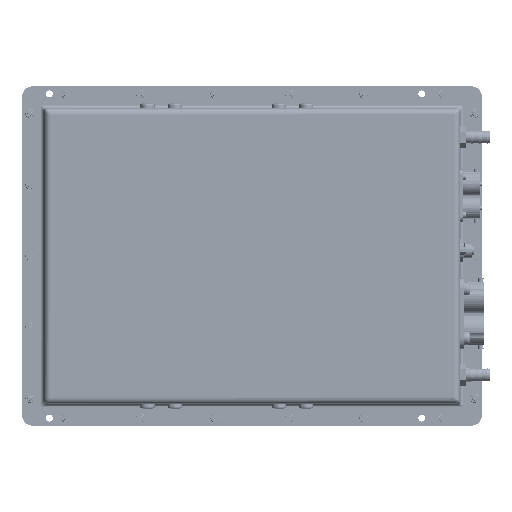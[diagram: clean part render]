
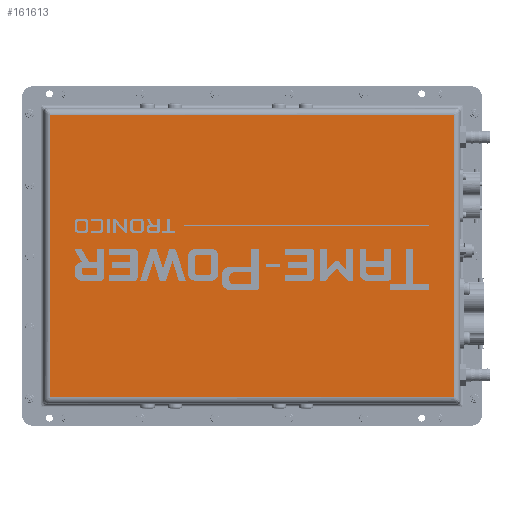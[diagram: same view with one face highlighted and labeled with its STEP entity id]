
A CAD part, front view. The second image highlights one B-rep face of the part: STEP entity #161613.
In plain terms, the highlighted planar face has unit normal (0, -1, 0).
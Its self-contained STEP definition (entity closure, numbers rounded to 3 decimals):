
#2106 = LINE ( 'NONE', #154113, #129996 ) ;
#12730 = DIRECTION ( 'NONE',  ( 0., 0., 1. ) ) ;
#13704 = EDGE_CURVE ( 'NONE', #165035, #123178, #99521, .T. ) ;
#13751 = ORIENTED_EDGE ( 'NONE', *, *, #66093, .T. ) ;
#18732 = PLANE ( 'NONE',  #87280 ) ;
#31906 = VERTEX_POINT ( 'NONE', #105281 ) ;
#32569 = LINE ( 'NONE', #100024, #101545 ) ;
#35404 = DIRECTION ( 'NONE',  ( 0., 0., 1. ) ) ;
#38259 = EDGE_CURVE ( 'NONE', #123178, #158739, #106389, .T. ) ;
#43016 = CARTESIAN_POINT ( 'NONE',  ( 186.293, 0., 129. ) ) ;
#46018 = CARTESIAN_POINT ( 'NONE',  ( 184., 0., 129. ) ) ;
#54630 = EDGE_LOOP ( 'NONE', ( #123512, #100823, #131446, #13751 ) ) ;
#55629 = VECTOR ( 'NONE', #84501, 1000. ) ;
#66093 = EDGE_CURVE ( 'NONE', #31906, #165035, #2106, .T. ) ;
#71777 = FACE_OUTER_BOUND ( 'NONE', #54630, .T. ) ;
#73591 = DIRECTION ( 'NONE',  ( 0., 1., 0. ) ) ;
#84315 = CARTESIAN_POINT ( 'NONE',  ( 184., 0., -131.293 ) ) ;
#84501 = DIRECTION ( 'NONE',  ( -1., 0., 0. ) ) ;
#87280 = AXIS2_PLACEMENT_3D ( 'NONE', #168043, #73591, #12730 ) ;
#97441 = DIRECTION ( 'NONE',  ( 1., 0., 0. ) ) ;
#99521 = LINE ( 'NONE', #84315, #107247 ) ;
#100024 = CARTESIAN_POINT ( 'NONE',  ( -184., 0., 131.293 ) ) ;
#100823 = ORIENTED_EDGE ( 'NONE', *, *, #38259, .T. ) ;
#101545 = VECTOR ( 'NONE', #156707, 1000. ) ;
#105281 = CARTESIAN_POINT ( 'NONE',  ( -184., 0., -129. ) ) ;
#106389 = LINE ( 'NONE', #43016, #55629 ) ;
#107247 = VECTOR ( 'NONE', #35404, 1000. ) ;
#123178 = VERTEX_POINT ( 'NONE', #46018 ) ;
#123512 = ORIENTED_EDGE ( 'NONE', *, *, #13704, .T. ) ;
#125888 = EDGE_CURVE ( 'NONE', #158739, #31906, #32569, .T. ) ;
#129996 = VECTOR ( 'NONE', #97441, 1000. ) ;
#131446 = ORIENTED_EDGE ( 'NONE', *, *, #125888, .T. ) ;
#132771 = CARTESIAN_POINT ( 'NONE',  ( -184., 0., 129. ) ) ;
#154113 = CARTESIAN_POINT ( 'NONE',  ( -186.293, 0., -129. ) ) ;
#156707 = DIRECTION ( 'NONE',  ( 0., 0., -1. ) ) ;
#158739 = VERTEX_POINT ( 'NONE', #132771 ) ;
#161613 = ADVANCED_FACE ( 'NONE', ( #71777 ), #18732, .F. ) ;
#165035 = VERTEX_POINT ( 'NONE', #168539 ) ;
#168043 = CARTESIAN_POINT ( 'NONE',  ( 0., 0., 0. ) ) ;
#168539 = CARTESIAN_POINT ( 'NONE',  ( 184., 0., -129. ) ) ;
